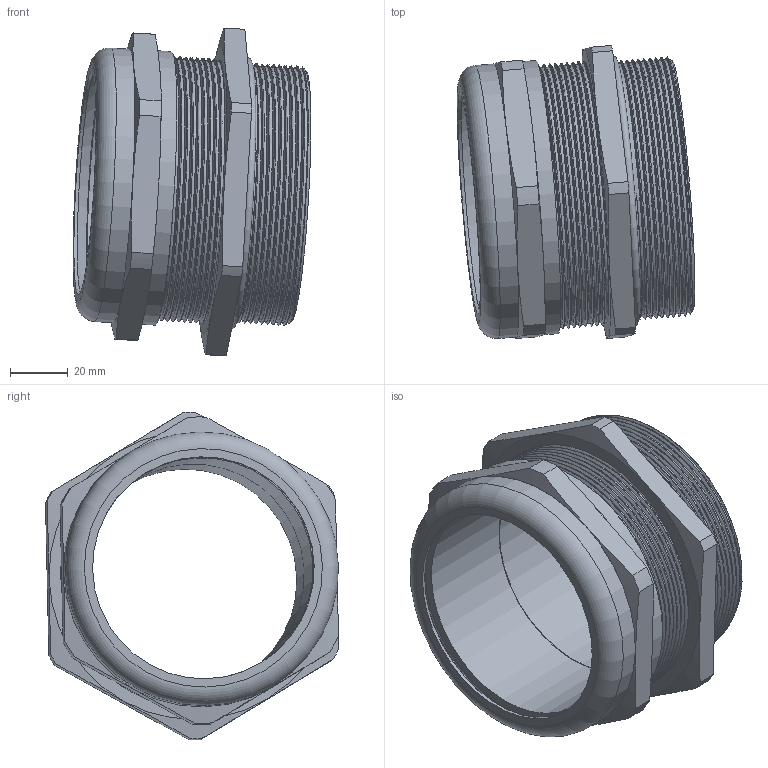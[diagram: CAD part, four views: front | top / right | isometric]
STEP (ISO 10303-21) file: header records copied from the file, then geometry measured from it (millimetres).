
FILE_DESCRIPTION(/* description */ ('Euro-Tight M90x2,0, KB: 68-77 mm'),/* implementation_level */ '2;1');
FILE_NAME(/* name */ '63080590-RST.stp',/* time_stamp */ '2020-01-06T14:48:56+01:00',/* author */ ('sl'),/* organization */ (''),/* preprocessor_version */ 'ST-DEVELOPER v16.5',/* originating_system */ 'Autodesk Inventor 2017',/* authorisation */ '');
FILE_SCHEMA (('AUTOMOTIVE_DESIGN { 1 0 10303 214 3 1 1 }'));
Length unit declared in the file: millimetre
Products named in the file (5): 63080590; 63080590_1; 63080590_2; 63080590_3; 63080590_4
Assembly tree (4 placements, depth 2):
  63080590
    63080590_1
    63080590_2
    63080590_3
    63080590_4
Bounding box: 82.35 x 101.44 x 113.51 mm (x, y, z)
Volume: 160046.2 mm3; surface area: 91260.6 mm2
Topology: 4 solids, 4 shells, 498 faces, 1423 edges, 938 vertices
Faces by surface type: plane 426, cylinder 36, cone 26, bspline 6, torus 4
Full cylindrical faces by diameter (mm): 76.9 x1, 77 x1, 77.1 x1, 81.7 x1, 82.5 x1, 88 x9, 89.4 x1, 89.86 x1, 94.9 x2
Entity records: 21620 total; most frequent: CARTESIAN_POINT 8528, DIRECTION 2774, ORIENTED_EDGE 2744, EDGE_CURVE 1372, AXIS2_PLACEMENT_3D 972, VERTEX_POINT 917, LINE 830, VECTOR 830
